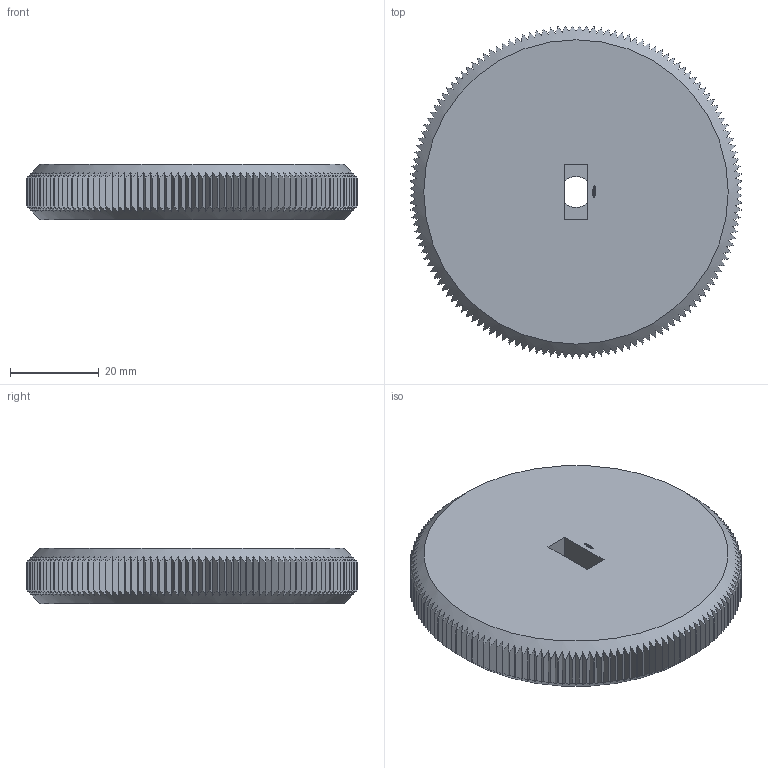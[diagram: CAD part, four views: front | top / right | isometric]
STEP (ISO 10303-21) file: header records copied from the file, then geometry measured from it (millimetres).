
FILE_DESCRIPTION(('FreeCAD Model'),'2;1');
FILE_NAME('Open CASCADE Shape Model','2024-01-03T18:38:36',(''),(''), 'Open CASCADE STEP processor 7.6','FreeCAD','Unknown');
FILE_SCHEMA(('AUTOMOTIVE_DESIGN { 1 0 10303 214 1 1 1 1 }'));
Products named in the file (1): Knob KNR BVD SCR ISR BU01.00x06.00 - SPN-KNB-0019 (stemfie.org)
Bounding box: 74.98 x 74.98 x 12.5 mm (x, y, z)
Volume: 51125.3 mm3; surface area: 12828.7 mm2
Topology: 1 solids, 1 shells, 929 faces, 2676 edges, 1782 vertices
Faces by surface type: plane 611, extrusion 168, cylinder 146, cone 4
Entity records: 67574 total; most frequent: CARTESIAN_POINT 15332, DIRECTION 9342, VECTOR 5482, ORIENTED_EDGE 5352, PCURVE 5352, DEFINITIONAL_REPRESENTATION 5352, LINE 5314, EDGE_CURVE 2676
